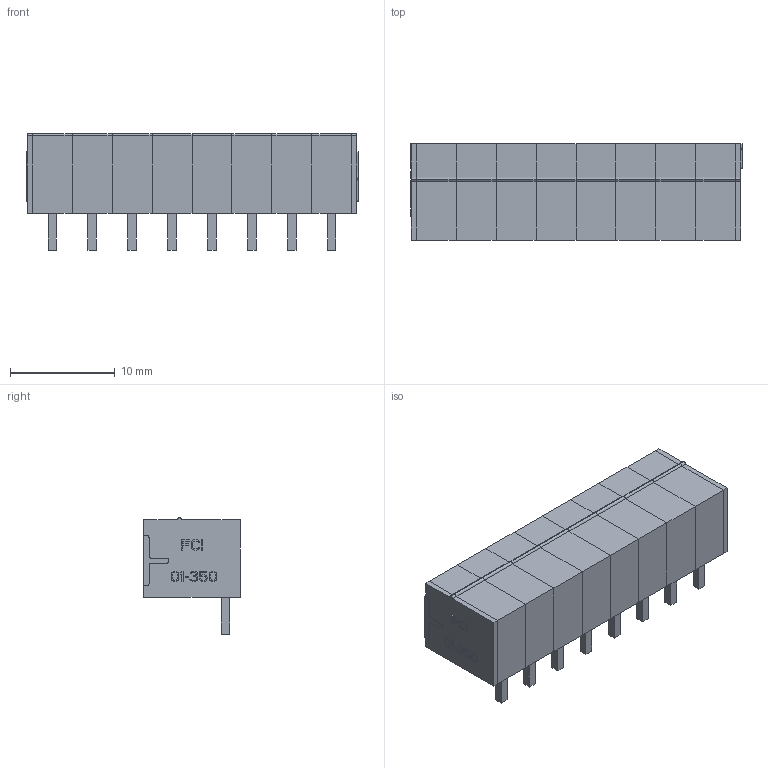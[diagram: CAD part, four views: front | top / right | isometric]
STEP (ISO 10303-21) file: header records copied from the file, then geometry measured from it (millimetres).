
FILE_DESCRIPTION(('STEP AP203'),'1');
FILE_NAME('20020110d081a01lf.stp','2020-05-31T13:52:48',('TraceParts'),('TraceParts S.A.'),'Spatial InterOp 3D',' ',' ');
FILE_SCHEMA(('CONFIG_CONTROL_DESIGN'));
Length unit declared in the file: millimetre
Products named in the file (1): 1
Bounding box: 31.67 x 9.2 x 11.12 mm (x, y, z)
Volume: 1221 mm3; surface area: 4099.1 mm2
Topology: 10 solids, 10 shells, 783 faces, 2112 edges, 1392 vertices
Faces by surface type: plane 641, cylinder 94, torus 32, cone 16
Entity records: 24374 total; most frequent: CARTESIAN_POINT 4393, ORIENTED_EDGE 4224, DIRECTION 3950, EDGE_CURVE 2112, LINE 1828, VECTOR 1828, VERTEX_POINT 1392, AXIS2_PLACEMENT_3D 1061
